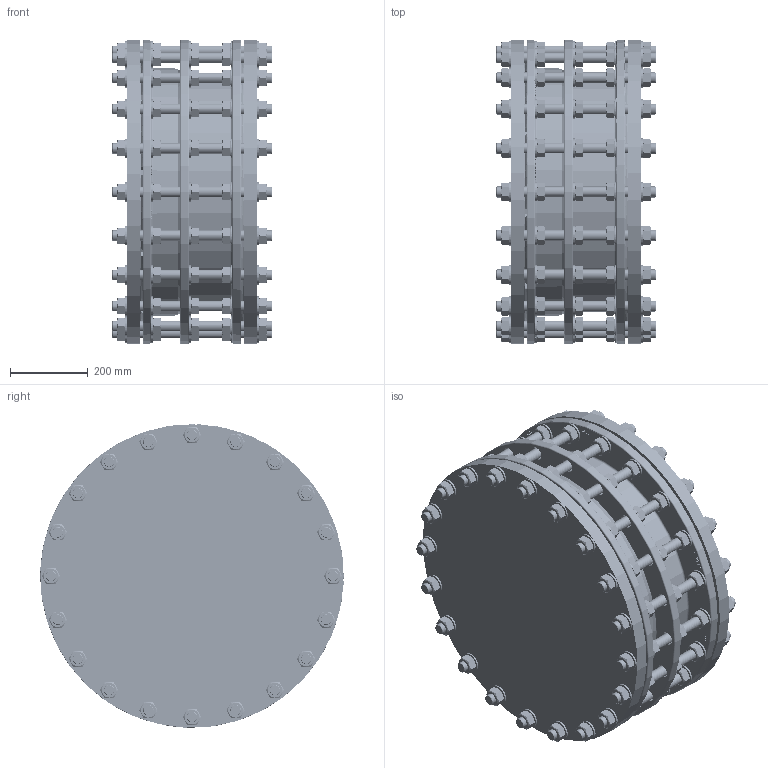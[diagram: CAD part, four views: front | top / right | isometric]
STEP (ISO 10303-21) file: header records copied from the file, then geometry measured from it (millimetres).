
FILE_DESCRIPTION((''),'2;1');
FILE_NAME('PAS-20-CAST-DN600-PN10_ASM','2018-10-03T',('pchinta'),(''),'PRO/ENGINEER BY PARAMETRIC TECHNOLOGY CORPORATION, 2015030','PRO/ENGINEER BY PARAMETRIC TECHNOLOGY CORPORATION, 2015030','');
FILE_SCHEMA(('CONFIG_CONTROL_DESIGN'));
Length unit declared in the file: millimetre
Products named in the file (11): DN600-PN10_RF-FPIECE; FABODYCAST-PN10-DN600-OD610-RF-; 0; 13000885; 13000325; WASHER-M27-DIN125A-HDG-0001; NUT-M27-ST_8-HDG; ISO_7482_NON-METALIC_FLAT_GASKE; PRT0012; ASM0001_ASM; PAS-20-CAST-DN600-PN10_ASM
Assembly tree (229 placements, depth 3):
  PAS-20-CAST-DN600-PN10_ASM
    ASM0001_ASM
      DN600-PN10_RF-FPIECE
      FABODYCAST-PN10-DN600-OD610-RF-
      0
      13000885
      13000325  x20
      WASHER-M27-DIN125A-HDG-0001  x100
      NUT-M27-ST_8-HDG  x100
      ISO_7482_NON-METALIC_FLAT_GASKE  x2
      PRT0012  x2
Bounding box: 410 x 780 x 780 mm (x, y, z)
Volume: 56265888.4 mm3; surface area: 6816870.8 mm2
Topology: 228 solids, 228 shells, 4723 faces, 11387 edges, 7201 vertices
Faces by surface type: plane 1720, cone 1094, cylinder 786, extrusion 683, torus 440
Entity records: 75299 total; most frequent: CARTESIAN_POINT 19634, ORIENTED_EDGE 11670, DIRECTION 10657, EDGE_CURVE 5835, VERTEX_POINT 3789, AXIS2_PLACEMENT_3D 3677, VECTOR 3303, LINE 2620
